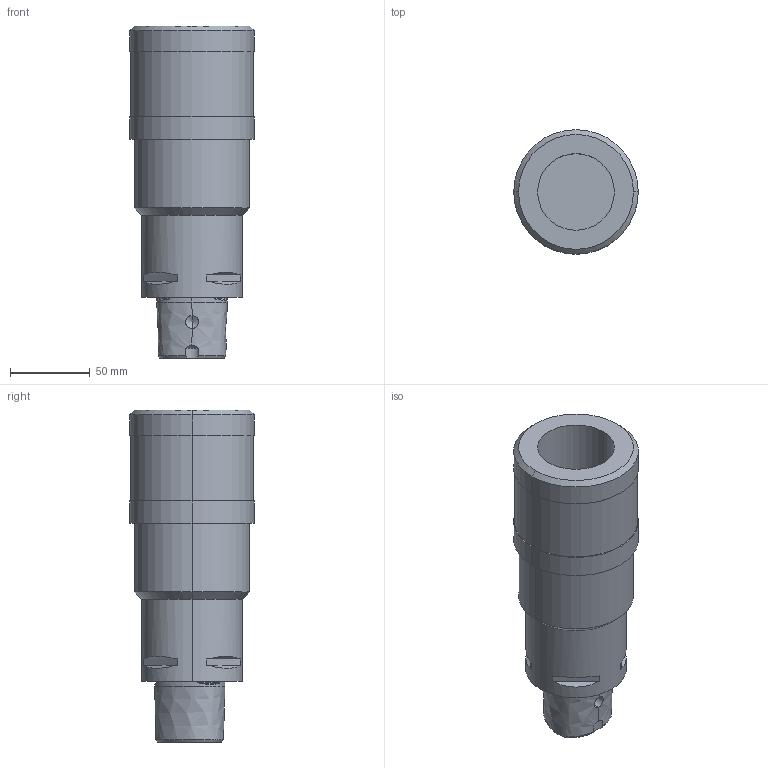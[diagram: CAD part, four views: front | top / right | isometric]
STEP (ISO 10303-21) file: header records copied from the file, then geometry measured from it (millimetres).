
FILE_DESCRIPTION (( 'STEP AP203' ), '1' );
FILE_NAME ('STP-5143-580-003-170-0.STEP', '2024-03-28T03:26:36', ( '' ), ( '' ), 'SwSTEP 2.0', 'SolidWorks 2017', '' );
FILE_SCHEMA (( 'CONFIG_CONTROL_DESIGN' ));
Length unit declared in the file: millimetre
Products named in the file (1): STP-5143-580-003-170-0
Bounding box: 78 x 78 x 208 mm (x, y, z)
Volume: 584680.8 mm3; surface area: 66923.9 mm2
Topology: 1 solids, 1 shells, 91 faces, 210 edges, 128 vertices
Faces by surface type: plane 31, cylinder 25, cone 20, torus 9, bspline 6
Entity records: 5051 total; most frequent: CARTESIAN_POINT 2983, DIRECTION 414, ORIENTED_EDGE 412, EDGE_CURVE 206, AXIS2_PLACEMENT_3D 175, VERTEX_POINT 128, EDGE_LOOP 104, FACE_OUTER_BOUND 91
